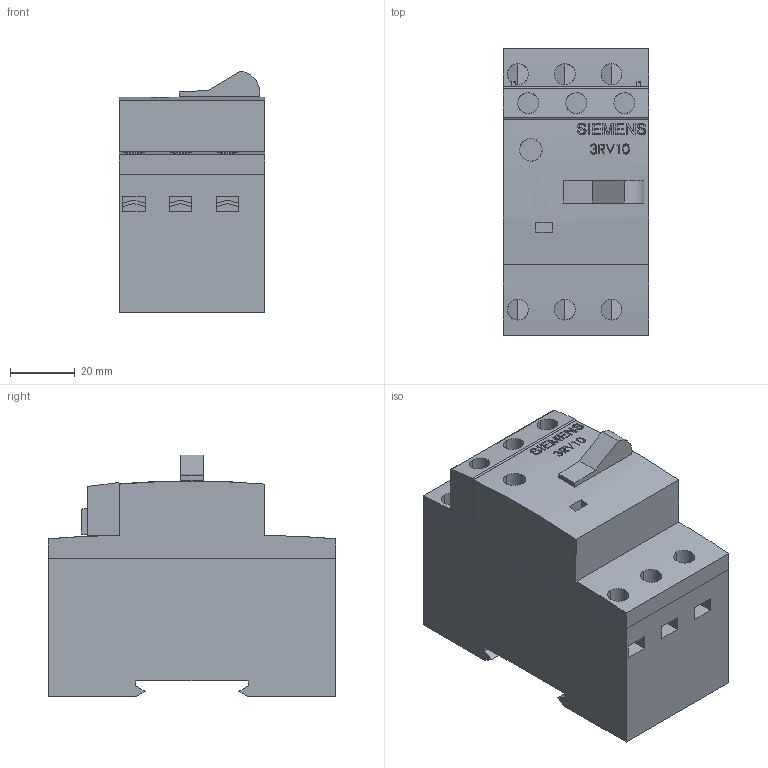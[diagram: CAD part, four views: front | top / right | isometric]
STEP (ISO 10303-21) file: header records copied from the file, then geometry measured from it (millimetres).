
FILE_DESCRIPTION (( 'STEP AP214' ), '1' );
FILE_NAME ('3RV1011_00001568_000__3D.STEP', '2007-01-31T14:21:10', ( 'Uwe Förster' ), ( 'Siemens and Partners' ), 'SwSTEP 2.0', 'SolidWorks 2007', '' );
FILE_SCHEMA (( 'AUTOMOTIVE_DESIGN' ));
Length unit declared in the file: millimetre
Products named in the file (1): 3RV1011_00001568_000__3D
Bounding box: 45 x 89 x 75 mm (x, y, z)
Volume: 228023.3 mm3; surface area: 32519.5 mm2
Topology: 3 solids, 3 shells, 321 faces, 853 edges, 568 vertices
Faces by surface type: plane 230, bspline 58, cylinder 33
Entity records: 16581 total; most frequent: CARTESIAN_POINT 5953, ORIENTED_EDGE 1706, DIRECTION 1303, EDGE_CURVE 853, LINE 631, VECTOR 631, VERTEX_POINT 568, EDGE_LOOP 363
